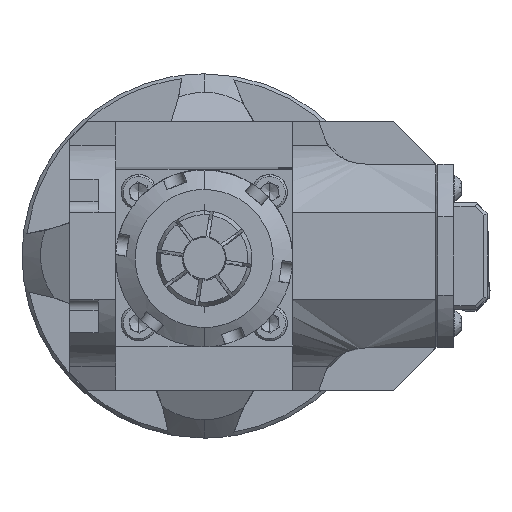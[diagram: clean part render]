
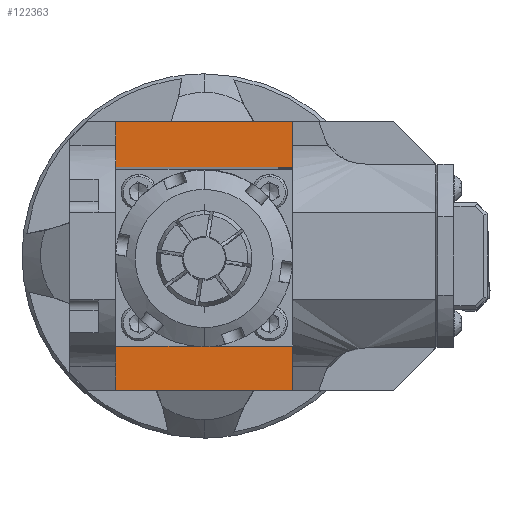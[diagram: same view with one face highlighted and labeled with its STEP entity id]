
A CAD part, front view. The second image highlights one B-rep face of the part: STEP entity #122363.
In plain terms, the highlighted free-form (B-spline) face has degree [1, 1] with [2, 2] control points.
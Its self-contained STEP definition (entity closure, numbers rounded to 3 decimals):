
#120999 = VERTEX_POINT('',#121000);
#121000 = CARTESIAN_POINT('',(-4.372,5.133,
    -8.498));
#121005 = EDGE_CURVE('',#120999,#121006,#121008,.T.);
#121006 = VERTEX_POINT('',#121007);
#121007 = CARTESIAN_POINT('',(-15.554,5.133,
    -8.498));
#121008 = B_SPLINE_CURVE_WITH_KNOTS('',1,(#121009,#121010),
  .UNSPECIFIED.,.F.,.F.,(2,2),(-4.881,4.881),
  .PIECEWISE_BEZIER_KNOTS.);
#121009 = CARTESIAN_POINT('',(-4.372,5.133,
    -8.498));
#121010 = CARTESIAN_POINT('',(-15.554,5.133,
    -8.498));
#121103 = VERTEX_POINT('',#121104);
#121104 = CARTESIAN_POINT('',(-15.554,5.133,
    8.498));
#121109 = EDGE_CURVE('',#121110,#121103,#121112,.T.);
#121110 = VERTEX_POINT('',#121111);
#121111 = CARTESIAN_POINT('',(-4.372,5.133,
    8.498));
#121112 = B_SPLINE_CURVE_WITH_KNOTS('',1,(#121113,#121114),
  .UNSPECIFIED.,.F.,.F.,(2,2),(-4.881,4.881),
  .PIECEWISE_BEZIER_KNOTS.);
#121113 = CARTESIAN_POINT('',(-4.372,5.133,
    8.498));
#121114 = CARTESIAN_POINT('',(-15.554,5.133,
    8.498));
#122363 = ADVANCED_FACE('',(#122364),#122378,.F.);
#122364 = FACE_BOUND('',#122365,.T.);
#122365 = EDGE_LOOP('',(#122366,#122367,#122372,#122373));
#122366 = ORIENTED_EDGE('',*,*,#121109,.T.);
#122367 = ORIENTED_EDGE('',*,*,#122368,.F.);
#122368 = EDGE_CURVE('',#121006,#121103,#122369,.T.);
#122369 = B_SPLINE_CURVE_WITH_KNOTS('',1,(#122370,#122371),
  .UNSPECIFIED.,.F.,.F.,(2,2),(-14.838,0.),
  .PIECEWISE_BEZIER_KNOTS.);
#122370 = CARTESIAN_POINT('',(-15.554,5.133,
    -8.498));
#122371 = CARTESIAN_POINT('',(-15.554,5.133,
    8.498));
#122372 = ORIENTED_EDGE('',*,*,#121005,.F.);
#122373 = ORIENTED_EDGE('',*,*,#122374,.F.);
#122374 = EDGE_CURVE('',#121110,#120999,#122375,.T.);
#122375 = B_SPLINE_CURVE_WITH_KNOTS('',1,(#122376,#122377),
  .UNSPECIFIED.,.F.,.F.,(2,2),(0.,14.838),.PIECEWISE_BEZIER_KNOTS.);
#122376 = CARTESIAN_POINT('',(-4.372,5.133,
    8.498));
#122377 = CARTESIAN_POINT('',(-4.372,5.133,
    -8.498));
#122378 = B_SPLINE_SURFACE_WITH_KNOTS('',1,1,(
    (#122379,#122380)
    ,(#122381,#122382
    )),.UNSPECIFIED.,.F.,.F.,.F.,(2,2),(2,2),(-14.838,0.),(0.,
    9.762),.PIECEWISE_BEZIER_KNOTS.);
#122379 = CARTESIAN_POINT('',(-15.554,5.133,
    -8.498));
#122380 = CARTESIAN_POINT('',(-4.372,5.133,
    -8.498));
#122381 = CARTESIAN_POINT('',(-15.554,5.133,
    8.498));
#122382 = CARTESIAN_POINT('',(-4.372,5.133,
    8.498));
